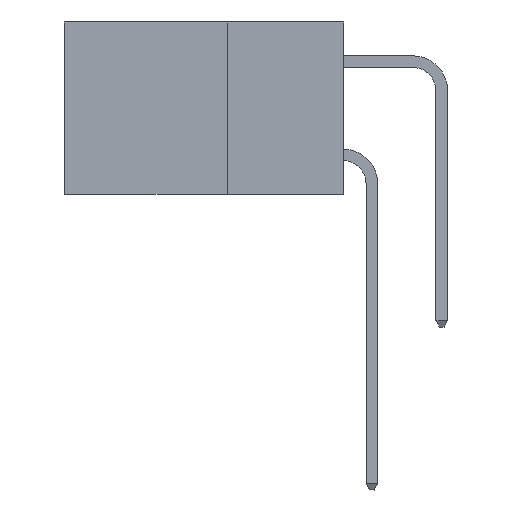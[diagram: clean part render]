
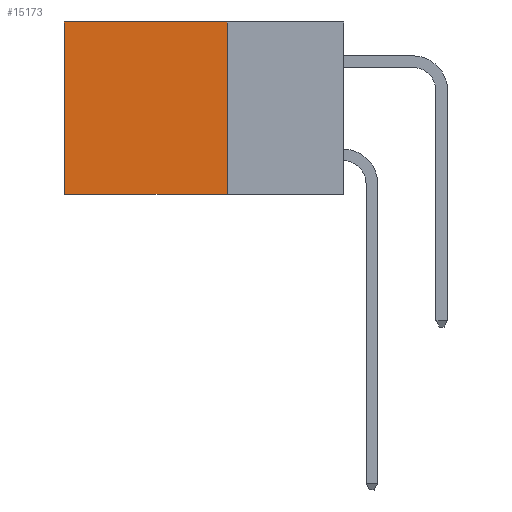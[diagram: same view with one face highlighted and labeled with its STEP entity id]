
A CAD part, left-side view. The second image highlights one B-rep face of the part: STEP entity #15173.
In plain terms, the highlighted planar face has unit normal (-1, 0, 0).
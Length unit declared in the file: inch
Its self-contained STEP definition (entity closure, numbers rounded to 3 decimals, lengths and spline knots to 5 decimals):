
#293 = EDGE_CURVE ( 'NONE', #4516, #11440, #4613, .T. ) ;
#432 = CARTESIAN_POINT ( 'NONE',  ( 0.298, 0.25, -0.37 ) ) ;
#650 = DIRECTION ( 'NONE',  ( 0., 0., -1. ) ) ;
#801 = ORIENTED_EDGE ( 'NONE', *, *, #10767, .F. ) ;
#1944 = EDGE_LOOP ( 'NONE', ( #5065, #801, #7864, #2523 ) ) ;
#2523 = ORIENTED_EDGE ( 'NONE', *, *, #293, .T. ) ;
#2849 = CARTESIAN_POINT ( 'NONE',  ( 0.298, 0.6, -0.37 ) ) ;
#3616 = LINE ( 'NONE', #14379, #4421 ) ;
#4421 = VECTOR ( 'NONE', #11967, 39.37008 ) ;
#4516 = VERTEX_POINT ( 'NONE', #15396 ) ;
#4613 = LINE ( 'NONE', #5213, #12831 ) ;
#4836 = DIRECTION ( 'NONE',  ( 0., 0., -1. ) ) ;
#4880 = LINE ( 'NONE', #7571, #10616 ) ;
#5065 = ORIENTED_EDGE ( 'NONE', *, *, #16226, .T. ) ;
#5213 = CARTESIAN_POINT ( 'NONE',  ( 0.298, 0.25, 0. ) ) ;
#5622 = FACE_OUTER_BOUND ( 'NONE', #1944, .T. ) ;
#5774 = CARTESIAN_POINT ( 'NONE',  ( 0.298, 0.6, 0. ) ) ;
#5855 = CARTESIAN_POINT ( 'NONE',  ( 0.298, 0.25, 0. ) ) ;
#7571 = CARTESIAN_POINT ( 'NONE',  ( 0.298, 0.25, 0. ) ) ;
#7864 = ORIENTED_EDGE ( 'NONE', *, *, #8159, .F. ) ;
#8159 = EDGE_CURVE ( 'NONE', #4516, #15193, #4880, .T. ) ;
#10506 = VECTOR ( 'NONE', #4836, 39.37008 ) ;
#10616 = VECTOR ( 'NONE', #11579, 39.37008 ) ;
#10714 = LINE ( 'NONE', #16433, #10506 ) ;
#10767 = EDGE_CURVE ( 'NONE', #15193, #11979, #3616, .T. ) ;
#11440 = VERTEX_POINT ( 'NONE', #5774 ) ;
#11579 = DIRECTION ( 'NONE',  ( 0., 0., -1. ) ) ;
#11967 = DIRECTION ( 'NONE',  ( 0., 1., 0. ) ) ;
#11979 = VERTEX_POINT ( 'NONE', #2849 ) ;
#12831 = VECTOR ( 'NONE', #13147, 39.37008 ) ;
#13147 = DIRECTION ( 'NONE',  ( 0., 1., 0. ) ) ;
#14379 = CARTESIAN_POINT ( 'NONE',  ( 0.298, 0.25, -0.37 ) ) ;
#15173 = ADVANCED_FACE ( 'NONE', ( #5622 ), #16154, .F. ) ;
#15193 = VERTEX_POINT ( 'NONE', #432 ) ;
#15396 = CARTESIAN_POINT ( 'NONE',  ( 0.298, 0.25, 0. ) ) ;
#15978 = DIRECTION ( 'NONE',  ( 1., 0., 0. ) ) ;
#16154 = PLANE ( 'NONE',  #16448 ) ;
#16226 = EDGE_CURVE ( 'NONE', #11440, #11979, #10714, .T. ) ;
#16433 = CARTESIAN_POINT ( 'NONE',  ( 0.298, 0.6, 0. ) ) ;
#16448 = AXIS2_PLACEMENT_3D ( 'NONE', #5855, #15978, #650 ) ;
